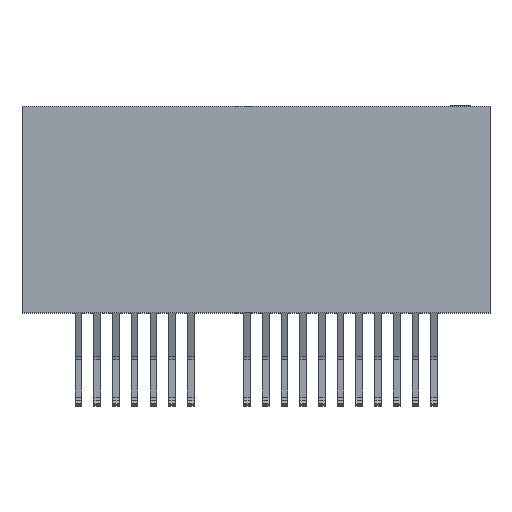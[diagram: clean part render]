
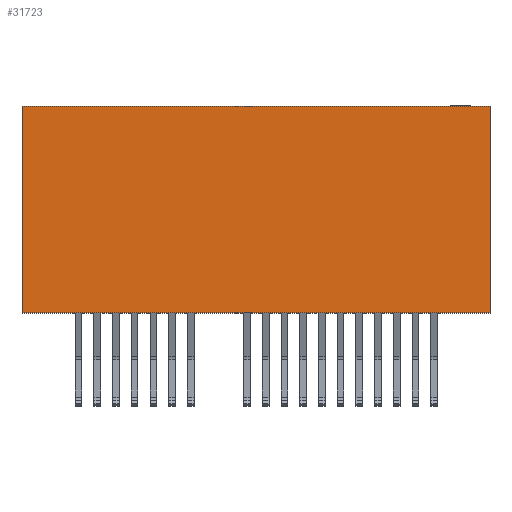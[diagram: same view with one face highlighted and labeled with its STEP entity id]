
A CAD part, top view. The second image highlights one B-rep face of the part: STEP entity #31723.
In plain terms, the highlighted planar face has unit normal (0, 0, 1).
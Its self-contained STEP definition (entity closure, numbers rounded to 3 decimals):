
#9585=ORIENTED_EDGE('',*,*,#14416,.F.);
#9586=ORIENTED_EDGE('',*,*,#15219,.F.);
#9587=ORIENTED_EDGE('',*,*,#15220,.F.);
#9588=ORIENTED_EDGE('',*,*,#15221,.T.);
#14416=EDGE_CURVE('',#17918,#17919,#21366,.T.);
#15219=EDGE_CURVE('',#18504,#17918,#22169,.T.);
#15220=EDGE_CURVE('',#18505,#18504,#22170,.T.);
#15221=EDGE_CURVE('',#18505,#17919,#22171,.T.);
#17918=VERTEX_POINT('',#52577);
#17919=VERTEX_POINT('',#52579);
#18504=VERTEX_POINT('',#54111);
#18505=VERTEX_POINT('',#54115);
#21366=LINE('',#52578,#25192);
#22169=LINE('',#54112,#25995);
#22170=LINE('',#54114,#25996);
#22171=LINE('',#54116,#25997);
#25192=VECTOR('',#43544,1000.);
#25995=VECTOR('',#44637,1000.);
#25996=VECTOR('',#44640,1000.);
#25997=VECTOR('',#44641,1000.);
#27541=EDGE_LOOP('',(#9585,#9586,#9587,#9588));
#29117=FACE_BOUND('',#27541,.T.);
#30222=PLANE('',#36426);
#31723=ADVANCED_FACE('',(#29117),#30222,.T.);
#36426=AXIS2_PLACEMENT_3D('',#54113,#44638,#44639);
#43544=DIRECTION('',(1.,0.,0.));
#44637=DIRECTION('',(0.,1.,0.));
#44638=DIRECTION('',(0.,0.,1.));
#44639=DIRECTION('',(1.,0.,0.));
#44640=DIRECTION('',(-1.,0.,0.));
#44641=DIRECTION('',(0.,1.,0.));
#52577=CARTESIAN_POINT('',(-12.5,11.05,3.65));
#52578=CARTESIAN_POINT('',(-12.5,11.05,3.65));
#52579=CARTESIAN_POINT('',(12.5,11.05,3.65));
#54111=CARTESIAN_POINT('',(-12.5,0.,3.65));
#54112=CARTESIAN_POINT('',(-12.5,10.35,3.65));
#54113=CARTESIAN_POINT('',(-12.5,10.35,3.65));
#54114=CARTESIAN_POINT('',(12.5,0.,3.65));
#54115=CARTESIAN_POINT('',(12.5,0.,3.65));
#54116=CARTESIAN_POINT('',(12.5,10.35,3.65));
